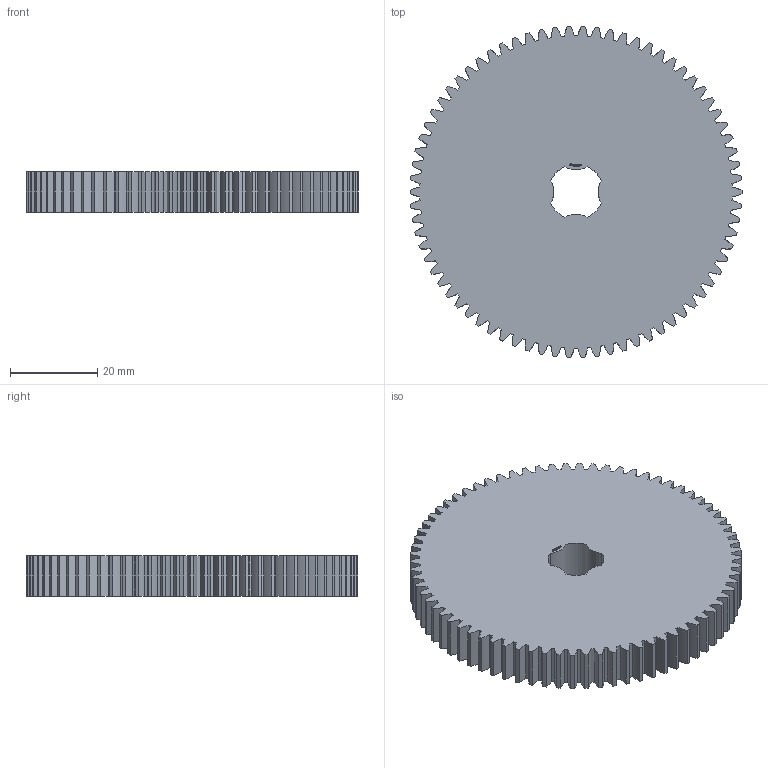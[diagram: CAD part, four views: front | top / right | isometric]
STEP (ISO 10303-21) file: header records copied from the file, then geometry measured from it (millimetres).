
FILE_DESCRIPTION(('FreeCAD Model'),'2;1');
FILE_NAME('Open CASCADE Shape Model','2024-03-10T23:17:23',(''),(''), 'Open CASCADE STEP processor 7.6','FreeCAD','Unknown');
FILE_SCHEMA(('AUTOMOTIVE_DESIGN { 1 0 10303 214 1 1 1 1 }'));
Products named in the file (1): Gear Wheel PLN TTH74 BU00.75 SFT-SHD - SPN-GWH-0275 (stemfie.org)
Bounding box: 76 x 75.96 x 9.38 mm (x, y, z)
Volume: 39133.9 mm3; surface area: 13123.6 mm2
Topology: 1 solids, 1 shells, 755 faces, 2172 edges, 1448 vertices
Faces by surface type: extrusion 426, plane 321, cylinder 8
Entity records: 71954 total; most frequent: CARTESIAN_POINT 26310, DIRECTION 5914, VECTOR 5206, LINE 4780, ORIENTED_EDGE 4344, PCURVE 4344, DEFINITIONAL_REPRESENTATION 4344, EDGE_CURVE 2172
